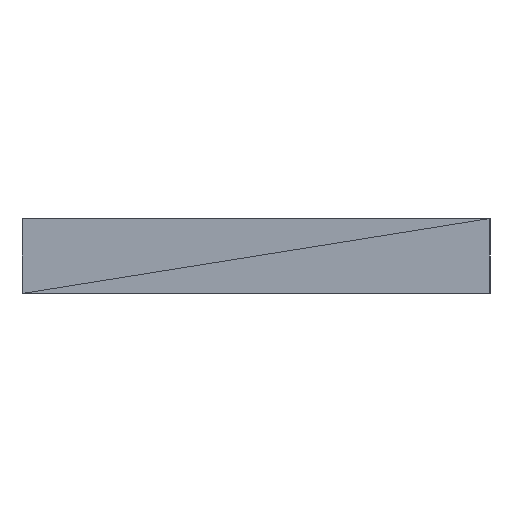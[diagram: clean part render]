
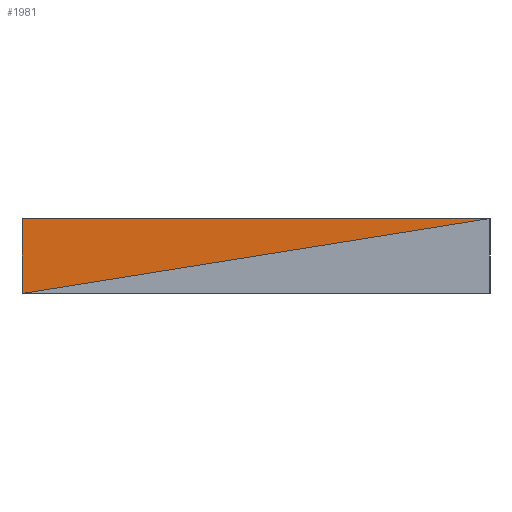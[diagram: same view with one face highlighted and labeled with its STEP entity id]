
A CAD part, left-side view. The second image highlights one B-rep face of the part: STEP entity #1981.
In plain terms, the highlighted planar face has unit normal (-1, 0, 0).
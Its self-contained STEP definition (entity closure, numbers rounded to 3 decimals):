
#56 = VERTEX_POINT('',#57);
#57 = CARTESIAN_POINT('',(-37.5,6.25,1.));
#1981 = ADVANCED_FACE('',(#1982),#1994,.F.);
#1982 = FACE_BOUND('',#1983,.T.);
#1983 = EDGE_LOOP('',(#1984,#2016,#2043));
#1984 = ORIENTED_EDGE('',*,*,#1985,.T.);
#1985 = EDGE_CURVE('',#56,#1986,#1988,.T.);
#1986 = VERTEX_POINT('',#1987);
#1987 = CARTESIAN_POINT('',(-37.5,6.25,-1.));
#1988 = SURFACE_CURVE('',#1989,(#1993,#2005),.PCURVE_S1.);
#1989 = LINE('',#1990,#1991);
#1990 = CARTESIAN_POINT('',(-37.5,6.25,1.));
#1991 = VECTOR('',#1992,1.);
#1992 = DIRECTION('',(0.,0.,-1.));
#1993 = PCURVE('',#1994,#1999);
#1994 = PLANE('',#1995);
#1995 = AXIS2_PLACEMENT_3D('',#1996,#1997,#1998);
#1996 = CARTESIAN_POINT('',(-37.5,6.25,1.));
#1997 = DIRECTION('',(1.,0.,0.));
#1998 = DIRECTION('',(-0.,0.,1.));
#1999 = DEFINITIONAL_REPRESENTATION('',(#2000),#2004);
#2000 = LINE('',#2001,#2002);
#2001 = CARTESIAN_POINT('',(0.,0.));
#2002 = VECTOR('',#2003,1.);
#2003 = DIRECTION('',(-1.,0.));
#2004 = ( GEOMETRIC_REPRESENTATION_CONTEXT(2) 
PARAMETRIC_REPRESENTATION_CONTEXT() REPRESENTATION_CONTEXT('2D SPACE',''
  ) );
#2005 = PCURVE('',#2006,#2011);
#2006 = PLANE('',#2007);
#2007 = AXIS2_PLACEMENT_3D('',#2008,#2009,#2010);
#2008 = CARTESIAN_POINT('',(-37.5,6.25,1.));
#2009 = DIRECTION('',(0.,-1.,0.));
#2010 = DIRECTION('',(0.,-0.,-1.));
#2011 = DEFINITIONAL_REPRESENTATION('',(#2012),#2015);
#2012 = B_SPLINE_CURVE_WITH_KNOTS('',1,(#2013,#2014),.UNSPECIFIED.,.F.,
  .F.,(2,2),(0.,2.),.PIECEWISE_BEZIER_KNOTS.);
#2013 = CARTESIAN_POINT('',(0.,0.));
#2014 = CARTESIAN_POINT('',(2.,0.));
#2015 = ( GEOMETRIC_REPRESENTATION_CONTEXT(2) 
PARAMETRIC_REPRESENTATION_CONTEXT() REPRESENTATION_CONTEXT('2D SPACE',''
  ) );
#2016 = ORIENTED_EDGE('',*,*,#2017,.T.);
#2017 = EDGE_CURVE('',#1986,#2018,#2020,.T.);
#2018 = VERTEX_POINT('',#2019);
#2019 = CARTESIAN_POINT('',(-37.5,-6.24,1.));
#2020 = SURFACE_CURVE('',#2021,(#2025,#2032),.PCURVE_S1.);
#2021 = LINE('',#2022,#2023);
#2022 = CARTESIAN_POINT('',(-37.5,6.25,-1.));
#2023 = VECTOR('',#2024,1.);
#2024 = DIRECTION('',(0.,-0.987,0.158));
#2025 = PCURVE('',#1994,#2026);
#2026 = DEFINITIONAL_REPRESENTATION('',(#2027),#2031);
#2027 = LINE('',#2028,#2029);
#2028 = CARTESIAN_POINT('',(-2.,0.));
#2029 = VECTOR('',#2030,1.);
#2030 = DIRECTION('',(0.158,0.987));
#2031 = ( GEOMETRIC_REPRESENTATION_CONTEXT(2) 
PARAMETRIC_REPRESENTATION_CONTEXT() REPRESENTATION_CONTEXT('2D SPACE',''
  ) );
#2032 = PCURVE('',#2033,#2038);
#2033 = PLANE('',#2034);
#2034 = AXIS2_PLACEMENT_3D('',#2035,#2036,#2037);
#2035 = CARTESIAN_POINT('',(-37.5,-6.24,1.));
#2036 = DIRECTION('',(1.,0.,0.));
#2037 = DIRECTION('',(-0.,0.,1.));
#2038 = DEFINITIONAL_REPRESENTATION('',(#2039),#2042);
#2039 = B_SPLINE_CURVE_WITH_KNOTS('',1,(#2040,#2041),.UNSPECIFIED.,.F.,
  .F.,(2,2),(0.,12.649),.PIECEWISE_BEZIER_KNOTS.);
#2040 = CARTESIAN_POINT('',(-2.,-12.49));
#2041 = CARTESIAN_POINT('',(0.,0.));
#2042 = ( GEOMETRIC_REPRESENTATION_CONTEXT(2) 
PARAMETRIC_REPRESENTATION_CONTEXT() REPRESENTATION_CONTEXT('2D SPACE',''
  ) );
#2043 = ORIENTED_EDGE('',*,*,#2044,.T.);
#2044 = EDGE_CURVE('',#2018,#56,#2045,.T.);
#2045 = SURFACE_CURVE('',#2046,(#2050,#2057),.PCURVE_S1.);
#2046 = LINE('',#2047,#2048);
#2047 = CARTESIAN_POINT('',(-37.5,-6.24,1.));
#2048 = VECTOR('',#2049,1.);
#2049 = DIRECTION('',(0.,1.,0.));
#2050 = PCURVE('',#1994,#2051);
#2051 = DEFINITIONAL_REPRESENTATION('',(#2052),#2056);
#2052 = LINE('',#2053,#2054);
#2053 = CARTESIAN_POINT('',(0.,12.49));
#2054 = VECTOR('',#2055,1.);
#2055 = DIRECTION('',(0.,-1.));
#2056 = ( GEOMETRIC_REPRESENTATION_CONTEXT(2) 
PARAMETRIC_REPRESENTATION_CONTEXT() REPRESENTATION_CONTEXT('2D SPACE',''
  ) );
#2057 = PCURVE('',#2058,#2063);
#2058 = PLANE('',#2059);
#2059 = AXIS2_PLACEMENT_3D('',#2060,#2061,#2062);
#2060 = CARTESIAN_POINT('',(-37.5,6.25,1.));
#2061 = DIRECTION('',(0.,0.,-1.));
#2062 = DIRECTION('',(-1.,0.,-0.));
#2063 = DEFINITIONAL_REPRESENTATION('',(#2064),#2067);
#2064 = B_SPLINE_CURVE_WITH_KNOTS('',1,(#2065,#2066),.UNSPECIFIED.,.F.,
  .F.,(2,2),(0.,12.49),.PIECEWISE_BEZIER_KNOTS.);
#2065 = CARTESIAN_POINT('',(0.,-12.49));
#2066 = CARTESIAN_POINT('',(0.,0.));
#2067 = ( GEOMETRIC_REPRESENTATION_CONTEXT(2) 
PARAMETRIC_REPRESENTATION_CONTEXT() REPRESENTATION_CONTEXT('2D SPACE',''
  ) );
